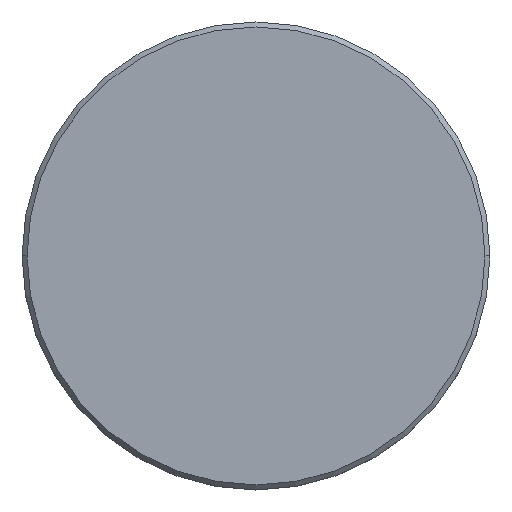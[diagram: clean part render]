
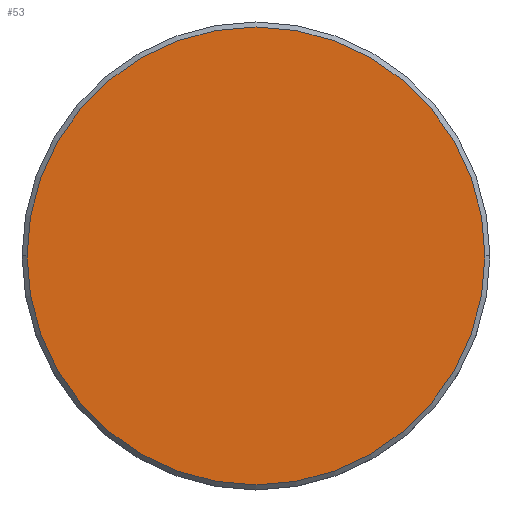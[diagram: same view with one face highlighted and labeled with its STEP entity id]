
A CAD part, top view. The second image highlights one B-rep face of the part: STEP entity #53.
In plain terms, the highlighted planar face has unit normal (0, 0, 1).
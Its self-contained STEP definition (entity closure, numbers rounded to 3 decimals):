
#15 = EDGE_CURVE ( 'NONE', #447, #599, #622, .T. ) ;
#53 = ADVANCED_FACE ( 'NONE', ( #345 ), #330, .T. ) ;
#131 = CARTESIAN_POINT ( 'NONE',  ( 23., 0., 0. ) ) ;
#201 = ORIENTED_EDGE ( 'NONE', *, *, #1013, .T. ) ;
#317 = CIRCLE ( 'NONE', #968, 23. ) ;
#330 = PLANE ( 'NONE',  #963 ) ;
#345 = FACE_OUTER_BOUND ( 'NONE', #936, .T. ) ;
#380 = CARTESIAN_POINT ( 'NONE',  ( 0., 0., 0. ) ) ;
#447 = VERTEX_POINT ( 'NONE', #131 ) ;
#553 = DIRECTION ( 'NONE',  ( 0., 0., 1. ) ) ;
#598 = DIRECTION ( 'NONE',  ( 1., 0., 0. ) ) ;
#599 = VERTEX_POINT ( 'NONE', #964 ) ;
#622 = CIRCLE ( 'NONE', #851, 23. ) ;
#624 = DIRECTION ( 'NONE',  ( 1., 0., 0. ) ) ;
#695 = DIRECTION ( 'NONE',  ( 0., 0., 1. ) ) ;
#731 = CARTESIAN_POINT ( 'NONE',  ( 0., 0., 0. ) ) ;
#847 = DIRECTION ( 'NONE',  ( 1., 0., 0. ) ) ;
#851 = AXIS2_PLACEMENT_3D ( 'NONE', #380, #926, #847 ) ;
#926 = DIRECTION ( 'NONE',  ( 0., 0., 1. ) ) ;
#936 = EDGE_LOOP ( 'NONE', ( #201, #1109 ) ) ;
#963 = AXIS2_PLACEMENT_3D ( 'NONE', #1054, #695, #598 ) ;
#964 = CARTESIAN_POINT ( 'NONE',  ( -23., 0., 0. ) ) ;
#968 = AXIS2_PLACEMENT_3D ( 'NONE', #731, #553, #624 ) ;
#1013 = EDGE_CURVE ( 'NONE', #599, #447, #317, .T. ) ;
#1054 = CARTESIAN_POINT ( 'NONE',  ( 0., 0., 0. ) ) ;
#1109 = ORIENTED_EDGE ( 'NONE', *, *, #15, .T. ) ;
